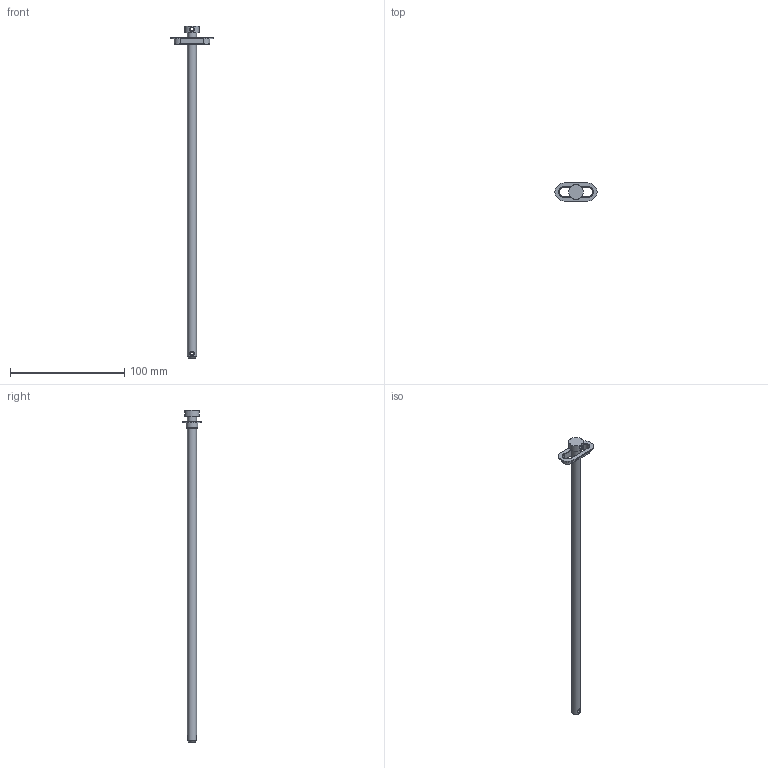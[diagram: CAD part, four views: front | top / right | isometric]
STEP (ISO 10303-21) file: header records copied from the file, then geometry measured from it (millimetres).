
FILE_DESCRIPTION(/* description */ ('STEP AP214'),/* implementation_level */ '2;1');
FILE_NAME(/* name */ '614246723dbd11796562c876',/* time_stamp */ '2021-09-15T19:16:03+00:00',/* author */ (''),/* organization */ (''),/* preprocessor_version */ 'ST-DEVELOPER v18.1',/* originating_system */ ' ',/* authorisation */ ' ');
FILE_SCHEMA (('AUTOMOTIVE_DESIGN {1 0 10303 214 3 1 1}'));
Length unit declared in the file: metre
Products named in the file (2): Axe; bague
Bounding box: 37 x 16 x 291 mm (x, y, z)
Volume: 15590.8 mm3; surface area: 9257.3 mm2
Topology: 2 solids, 2 shells, 35 faces, 74 edges, 45 vertices
Faces by surface type: plane 16, cylinder 10, cone 5, bspline 4
Full cylindrical faces by diameter (mm): 3 x2, 8 x1, 12.8 x1
Entity records: 1226 total; most frequent: CARTESIAN_POINT 453, DIRECTION 144, ORIENTED_EDGE 130, EDGE_CURVE 65, AXIS2_PLACEMENT_3D 54, EDGE_LOOP 52, FACE_BOUND 52, VERTEX_POINT 45
